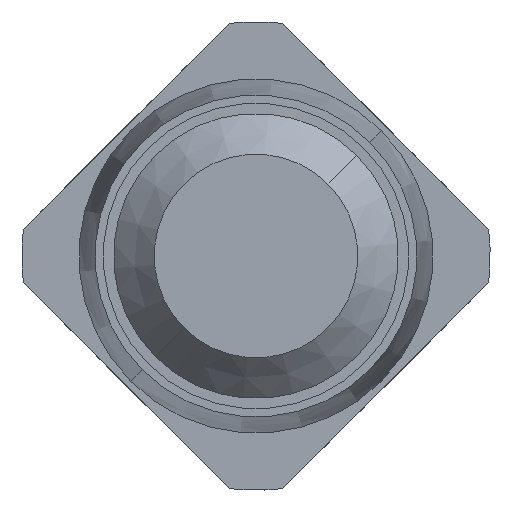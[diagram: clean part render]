
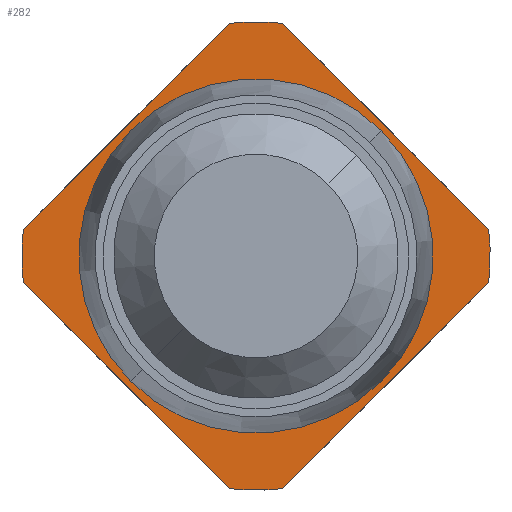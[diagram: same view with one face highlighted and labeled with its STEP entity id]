
A CAD part, front view. The second image highlights one B-rep face of the part: STEP entity #282.
In plain terms, the highlighted planar face has unit normal (0, -1, 0).
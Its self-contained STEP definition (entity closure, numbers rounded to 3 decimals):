
#47 = CARTESIAN_POINT ( 'NONE',  ( 0., -2.9, 0. ) ) ;
#172 = EDGE_CURVE ( 'Defeature ausgef�hrt3_23+Defeature ausgef�hrt3_14+Defeature ausgef�hrt3_12+Defeature ausgef�hrt3_13', #2050, #406, #3680, .T. ) ;
#245 = AXIS2_PLACEMENT_3D ( 'NONE', #1643, #2575, #2253 ) ;
#257 = ORIENTED_EDGE ( 'NONE', *, *, #3804, .F. ) ;
#282 = ADVANCED_FACE ( 'Defeature ausgef�hrt3_14', ( #2419, #2738 ), #3086, .F. ) ;
#314 = CIRCLE ( 'NONE', #743, 0.575 ) ;
#353 = VECTOR ( 'NONE', #3869, 1000. ) ;
#406 = VERTEX_POINT ( 'NONE', #1394 ) ;
#440 = EDGE_CURVE ( 'Defeature ausgef�hrt3_12+Defeature ausgef�hrt3_14+Defeature ausgef�hrt3_24+Defeature ausgef�hrt3_23', #917, #2050, #2442, .T. ) ;
#460 = VERTEX_POINT ( 'NONE', #1988 ) ;
#575 = CIRCLE ( 'NONE', #245, 0.435 ) ;
#577 = DIRECTION ( 'NONE',  ( 0.707, 0., -0.707 ) ) ;
#603 = AXIS2_PLACEMENT_3D ( 'NONE', #3776, #1727, #1408 ) ;
#615 = VECTOR ( 'NONE', #577, 1000. ) ;
#704 = VERTEX_POINT ( 'NONE', #3138 ) ;
#743 = AXIS2_PLACEMENT_3D ( 'NONE', #2963, #3326, #877 ) ;
#771 = AXIS2_PLACEMENT_3D ( 'NONE', #47, #1869, #2173 ) ;
#776 = ORIENTED_EDGE ( 'NONE', *, *, #1285, .T. ) ;
#800 = ORIENTED_EDGE ( 'NONE', *, *, #172, .F. ) ;
#876 = DIRECTION ( 'NONE',  ( 0.707, 0., 0.707 ) ) ;
#877 = DIRECTION ( 'NONE',  ( 0.707, 0., 0.707 ) ) ;
#917 = VERTEX_POINT ( 'NONE', #3207 ) ;
#958 = EDGE_CURVE ( 'Defeature ausgef�hrt3_10+Defeature ausgef�hrt3_14+Defeature ausgef�hrt3_25+Defeature ausgef�hrt3_24', #3364, #704, #314, .T. ) ;
#1027 = EDGE_CURVE ( 'Defeature ausgef�hrt3_24+Defeature ausgef�hrt3_14+Defeature ausgef�hrt3_10+Defeature ausgef�hrt3_12', #704, #917, #1819, .T. ) ;
#1038 = VECTOR ( 'NONE', #2677, 1000. ) ;
#1116 = ORIENTED_EDGE ( 'NONE', *, *, #1505, .F. ) ;
#1252 = ORIENTED_EDGE ( 'NONE', *, *, #1027, .F. ) ;
#1259 = CARTESIAN_POINT ( 'NONE',  ( 0.318, -2.9, -0.318 ) ) ;
#1285 = EDGE_CURVE ( 'Defeature ausgef�hrt3_14+Defeature ausgef�hrt3_19+Defeature ausgef�hrt3_19+Defeature ausgef�hrt3_19', #3038, #1849, #575, .T. ) ;
#1394 = CARTESIAN_POINT ( 'NONE',  ( -0.065, -2.9, 0.571 ) ) ;
#1408 = DIRECTION ( 'NONE',  ( 0.707, 0., 0.707 ) ) ;
#1413 = CARTESIAN_POINT ( 'NONE',  ( 0.725, -2.9, -0.088 ) ) ;
#1505 = EDGE_CURVE ( 'Defeature ausgef�hrt3_11+Defeature ausgef�hrt3_14+Defeature ausgef�hrt3_22+Defeature ausgef�hrt3_25', #3450, #2828, #2405, .T. ) ;
#1603 = CARTESIAN_POINT ( 'NONE',  ( 0., -2.9, 0. ) ) ;
#1643 = CARTESIAN_POINT ( 'NONE',  ( 0., -2.9, 0. ) ) ;
#1718 = ORIENTED_EDGE ( 'NONE', *, *, #2238, .F. ) ;
#1727 = DIRECTION ( 'NONE',  ( 0., 1., 0. ) ) ;
#1819 = LINE ( 'NONE', #3287, #1038 ) ;
#1849 = VERTEX_POINT ( 'NONE', #2658 ) ;
#1869 = DIRECTION ( 'NONE',  ( 0., 1., 0. ) ) ;
#1900 = ORIENTED_EDGE ( 'NONE', *, *, #2626, .T. ) ;
#1988 = CARTESIAN_POINT ( 'NONE',  ( 0.065, -2.9, 0.571 ) ) ;
#2025 = AXIS2_PLACEMENT_3D ( 'NONE', #2055, #3301, #876 ) ;
#2050 = VERTEX_POINT ( 'NONE', #2167 ) ;
#2055 = CARTESIAN_POINT ( 'NONE',  ( 0.407, -2.9, -0.407 ) ) ;
#2151 = CARTESIAN_POINT ( 'NONE',  ( 0.571, -2.9, -0.065 ) ) ;
#2167 = CARTESIAN_POINT ( 'NONE',  ( -0.571, -2.9, 0.065 ) ) ;
#2173 = DIRECTION ( 'NONE',  ( 0.707, 0., 0.707 ) ) ;
#2238 = EDGE_CURVE ( 'Defeature ausgef�hrt3_13+Defeature ausgef�hrt3_14+Defeature ausgef�hrt3_23+Defeature ausgef�hrt3_22', #406, #460, #2627, .T. ) ;
#2253 = DIRECTION ( 'NONE',  ( 0.707, 0., 0.707 ) ) ;
#2266 = AXIS2_PLACEMENT_3D ( 'NONE', #3265, #3291, #2362 ) ;
#2350 = ORIENTED_EDGE ( 'NONE', *, *, #440, .F. ) ;
#2362 = DIRECTION ( 'NONE',  ( 0.707, 0., 0.707 ) ) ;
#2405 = CIRCLE ( 'NONE', #3669, 0.575 ) ;
#2419 = FACE_BOUND ( 'NONE', #2877, .T. ) ;
#2425 = CARTESIAN_POINT ( 'NONE',  ( 0.065, -2.9, -0.571 ) ) ;
#2442 = CIRCLE ( 'NONE', #603, 0.575 ) ;
#2575 = DIRECTION ( 'NONE',  ( 0., 1., 0. ) ) ;
#2626 = EDGE_CURVE ( 'Defeature ausgef�hrt3_14+Defeature ausgef�hrt3_19+Defeature ausgef�hrt3_19+Defeature ausgef�hrt3_19', #1849, #3038, #3072, .T. ) ;
#2627 = CIRCLE ( 'NONE', #2266, 0.575 ) ;
#2658 = CARTESIAN_POINT ( 'NONE',  ( 0.308, -2.9, 0.308 ) ) ;
#2677 = DIRECTION ( 'NONE',  ( -0.707, 0., 0.707 ) ) ;
#2697 = EDGE_LOOP ( 'NONE', ( #2742, #1116, #257, #1718, #800, #2350, #1252, #2714 ) ) ;
#2714 = ORIENTED_EDGE ( 'NONE', *, *, #958, .F. ) ;
#2716 = LINE ( 'NONE', #1259, #3300 ) ;
#2738 = FACE_OUTER_BOUND ( 'NONE', #2697, .T. ) ;
#2742 = ORIENTED_EDGE ( 'NONE', *, *, #2916, .F. ) ;
#2811 = DIRECTION ( 'NONE',  ( 0., 1., 0. ) ) ;
#2828 = VERTEX_POINT ( 'NONE', #2151 ) ;
#2877 = EDGE_LOOP ( 'NONE', ( #1900, #776 ) ) ;
#2916 = EDGE_CURVE ( 'Defeature ausgef�hrt3_25+Defeature ausgef�hrt3_14+Defeature ausgef�hrt3_11+Defeature ausgef�hrt3_10', #2828, #3364, #2716, .T. ) ;
#2963 = CARTESIAN_POINT ( 'NONE',  ( 0., -2.9, 0. ) ) ;
#2981 = CARTESIAN_POINT ( 'NONE',  ( -0.318, -2.9, 0.318 ) ) ;
#3038 = VERTEX_POINT ( 'NONE', #3162 ) ;
#3072 = CIRCLE ( 'NONE', #771, 0.435 ) ;
#3086 = PLANE ( 'NONE',  #2025 ) ;
#3138 = CARTESIAN_POINT ( 'NONE',  ( -0.065, -2.9, -0.571 ) ) ;
#3148 = DIRECTION ( 'NONE',  ( 0.707, 0., 0.707 ) ) ;
#3162 = CARTESIAN_POINT ( 'NONE',  ( -0.308, -2.9, -0.308 ) ) ;
#3207 = CARTESIAN_POINT ( 'NONE',  ( -0.571, -2.9, -0.065 ) ) ;
#3265 = CARTESIAN_POINT ( 'NONE',  ( 0., -2.9, 0. ) ) ;
#3287 = CARTESIAN_POINT ( 'NONE',  ( 0.088, -2.9, -0.725 ) ) ;
#3291 = DIRECTION ( 'NONE',  ( 0., 1., 0. ) ) ;
#3300 = VECTOR ( 'NONE', #3399, 1000. ) ;
#3301 = DIRECTION ( 'NONE',  ( 0., 1., 0. ) ) ;
#3326 = DIRECTION ( 'NONE',  ( 0., 1., 0. ) ) ;
#3364 = VERTEX_POINT ( 'NONE', #2425 ) ;
#3396 = LINE ( 'NONE', #1413, #615 ) ;
#3399 = DIRECTION ( 'NONE',  ( -0.707, 0., -0.707 ) ) ;
#3450 = VERTEX_POINT ( 'NONE', #3686 ) ;
#3669 = AXIS2_PLACEMENT_3D ( 'NONE', #1603, #2811, #3148 ) ;
#3680 = LINE ( 'NONE', #2981, #353 ) ;
#3686 = CARTESIAN_POINT ( 'NONE',  ( 0.571, -2.9, 0.065 ) ) ;
#3776 = CARTESIAN_POINT ( 'NONE',  ( 0., -2.9, 0. ) ) ;
#3804 = EDGE_CURVE ( 'Defeature ausgef�hrt3_22+Defeature ausgef�hrt3_14+Defeature ausgef�hrt3_13+Defeature ausgef�hrt3_11', #460, #3450, #3396, .T. ) ;
#3869 = DIRECTION ( 'NONE',  ( 0.707, 0., 0.707 ) ) ;
